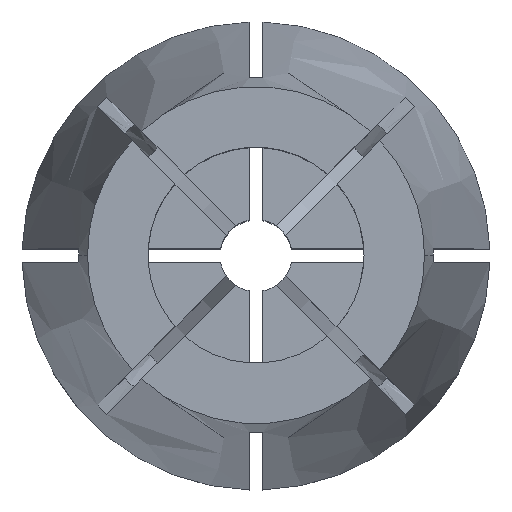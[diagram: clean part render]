
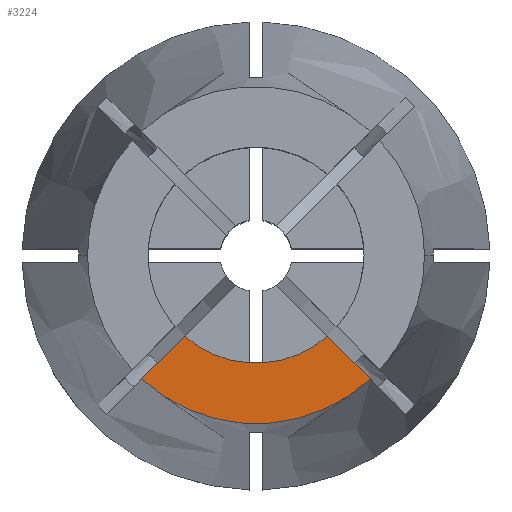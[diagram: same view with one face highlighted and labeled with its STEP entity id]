
A CAD part, top view. The second image highlights one B-rep face of the part: STEP entity #3224.
In plain terms, the highlighted planar face has unit normal (0, 0, 1).
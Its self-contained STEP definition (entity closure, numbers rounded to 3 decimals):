
#3 = CARTESIAN_POINT ( 'NONE',  ( 3.969, -4.5, 0. ) ) ;
#6 = ORIENTED_EDGE ( 'NONE', *, *, #3004, .F. ) ;
#308 = DIRECTION ( 'NONE',  ( 0., 0., 1. ) ) ;
#314 = CARTESIAN_POINT ( 'NONE',  ( -0.265, -0.265, 0. ) ) ;
#322 = CARTESIAN_POINT ( 'NONE',  ( 0., 0., 0. ) ) ;
#461 = CARTESIAN_POINT ( 'NONE',  ( 0., 0., 0. ) ) ;
#465 = EDGE_CURVE ( 'NONE', #2017, #3376, #862, .T. ) ;
#600 = CARTESIAN_POINT ( 'NONE',  ( -3.969, -4.5, 0. ) ) ;
#636 = LINE ( 'NONE', #2204, #1338 ) ;
#724 = PLANE ( 'NONE',  #2698 ) ;
#731 = DIRECTION ( 'NONE',  ( 1., 0., 0. ) ) ;
#862 = CIRCLE ( 'NONE', #3409, 9.36 ) ;
#1134 = VERTEX_POINT ( 'NONE', #3 ) ;
#1264 = DIRECTION ( 'NONE',  ( -1., 0., 0. ) ) ;
#1338 = VECTOR ( 'NONE', #2350, 1000. ) ;
#1710 = DIRECTION ( 'NONE',  ( 1., 0., 0. ) ) ;
#1750 = CARTESIAN_POINT ( 'NONE',  ( -6.348, -6.879, 0. ) ) ;
#1754 = CARTESIAN_POINT ( 'NONE',  ( 0., 0., 0. ) ) ;
#1815 = EDGE_CURVE ( 'NONE', #3376, #1134, #1977, .T. ) ;
#1977 = LINE ( 'NONE', #314, #3230 ) ;
#2017 = VERTEX_POINT ( 'NONE', #1750 ) ;
#2117 = ORIENTED_EDGE ( 'NONE', *, *, #2740, .F. ) ;
#2142 = CIRCLE ( 'NONE', #3115, 6. ) ;
#2204 = CARTESIAN_POINT ( 'NONE',  ( 0.265, -0.265, 0. ) ) ;
#2298 = DIRECTION ( 'NONE',  ( 0., 0., -1. ) ) ;
#2305 = DIRECTION ( 'NONE',  ( 0., 0., 1. ) ) ;
#2350 = DIRECTION ( 'NONE',  ( 0.707, 0.707, 0. ) ) ;
#2362 = FACE_OUTER_BOUND ( 'NONE', #3405, .T. ) ;
#2698 = AXIS2_PLACEMENT_3D ( 'NONE', #1754, #2298, #1264 ) ;
#2740 = EDGE_CURVE ( 'NONE', #2017, #3159, #636, .T. ) ;
#2847 = CARTESIAN_POINT ( 'NONE',  ( 6.348, -6.879, 0. ) ) ;
#2970 = ORIENTED_EDGE ( 'NONE', *, *, #1815, .T. ) ;
#3004 = EDGE_CURVE ( 'NONE', #3159, #1134, #2142, .T. ) ;
#3115 = AXIS2_PLACEMENT_3D ( 'NONE', #461, #2305, #731 ) ;
#3159 = VERTEX_POINT ( 'NONE', #600 ) ;
#3224 = ADVANCED_FACE ( 'NONE', ( #2362 ), #724, .F. ) ;
#3229 = ORIENTED_EDGE ( 'NONE', *, *, #465, .T. ) ;
#3230 = VECTOR ( 'NONE', #3424, 1000. ) ;
#3376 = VERTEX_POINT ( 'NONE', #2847 ) ;
#3405 = EDGE_LOOP ( 'NONE', ( #2117, #3229, #2970, #6 ) ) ;
#3409 = AXIS2_PLACEMENT_3D ( 'NONE', #322, #308, #1710 ) ;
#3424 = DIRECTION ( 'NONE',  ( -0.707, 0.707, 0. ) ) ;
